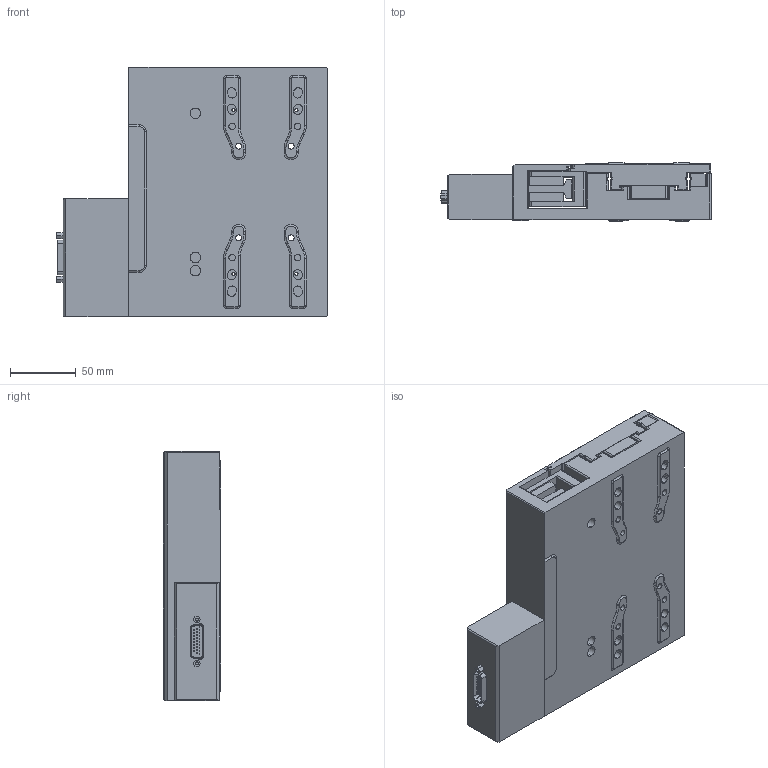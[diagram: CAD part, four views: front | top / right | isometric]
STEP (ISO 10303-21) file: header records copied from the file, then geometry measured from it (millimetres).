
FILE_DESCRIPTION (( 'STEP AP203' ), '1' );
FILE_NAME ('LDM060C-AE54T10A.STEP', '2024-01-19T22:10:38', ( '' ), ( '' ), 'SwSTEP 2.0', 'SolidWorks 2019', '' );
FILE_SCHEMA (( 'CONFIG_CONTROL_DESIGN' ));
Length unit declared in the file: millimetre
Products named in the file (1): LDM060C-AE54T10A
Bounding box: 206.26 x 44 x 190 mm (x, y, z)
Volume: 1219810.9 mm3; surface area: 271964.5 mm2
Topology: 25 solids, 25 shells, 974 faces, 2483 edges, 1654 vertices
Faces by surface type: plane 508, cylinder 410, torus 40, cone 16
Entity records: 29925 total; most frequent: CARTESIAN_POINT 5327, DIRECTION 5309, ORIENTED_EDGE 4966, EDGE_CURVE 2483, AXIS2_PLACEMENT_3D 1908, VERTEX_POINT 1654, LINE 1493, VECTOR 1493
